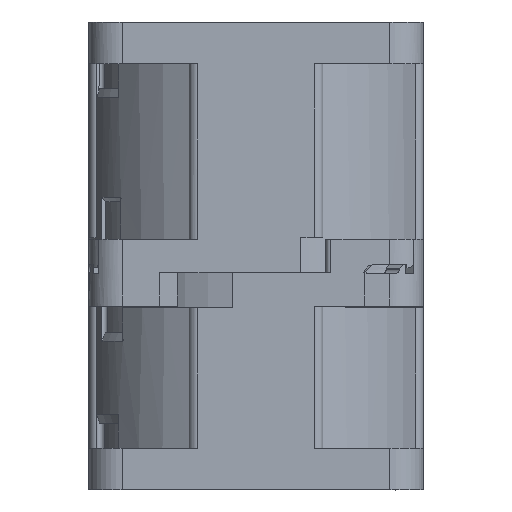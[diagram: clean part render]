
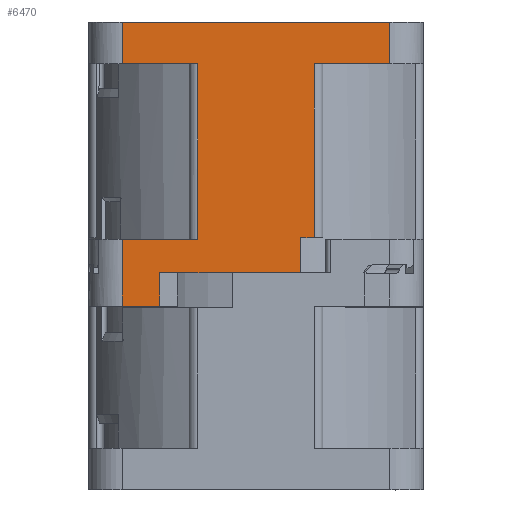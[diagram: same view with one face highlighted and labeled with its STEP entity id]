
A CAD part, front view. The second image highlights one B-rep face of the part: STEP entity #6470.
In plain terms, the highlighted planar face has unit normal (0, -1, 0).
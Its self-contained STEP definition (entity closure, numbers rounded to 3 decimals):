
#6027 = EDGE_LOOP ( 'NONE', ( #8118, #8119, #8120, #8121, #8122, #8123, #8124, #8125, #8126, #8127, #8128, #8129, #8130, #8131 ) ) ;
#6104 = VERTEX_POINT ( 'NONE', #15186 ) ;
#6470 = ADVANCED_FACE ( 'NONE', ( #15898 ), #15899, .F. ) ;
#6617 = VERTEX_POINT ( 'NONE', #17190 ) ;
#6951 = VERTEX_POINT ( 'NONE', #17374 ) ;
#6955 = VERTEX_POINT ( 'NONE', #17378 ) ;
#6963 = VERTEX_POINT ( 'NONE', #17386 ) ;
#6965 = VERTEX_POINT ( 'NONE', #17388 ) ;
#6969 = VERTEX_POINT ( 'NONE', #17392 ) ;
#6971 = VERTEX_POINT ( 'NONE', #17394 ) ;
#6974 = VERTEX_POINT ( 'NONE', #17397 ) ;
#6975 = VERTEX_POINT ( 'NONE', #17398 ) ;
#7434 = EDGE_CURVE ( 'NONE', #6963, #6969, #18607, .T. ) ;
#7437 = EDGE_CURVE ( 'NONE', #6969, #6955, #18623, .T. ) ;
#7440 = EDGE_CURVE ( 'NONE', #6974, #6965, #18642, .T. ) ;
#7442 = EDGE_CURVE ( 'NONE', #6971, #6951, #18674, .T. ) ;
#7446 = EDGE_CURVE ( 'NONE', #6951, #6617, #18703, .T. ) ;
#7455 = EDGE_CURVE ( 'NONE', #6975, #6104, #18994, .T. ) ;
#7459 = EDGE_CURVE ( 'NONE', #6104, #6971, #19039, .T. ) ;
#7855 = VERTEX_POINT ( 'NONE', #19507 ) ;
#7857 = VERTEX_POINT ( 'NONE', #19509 ) ;
#7872 = VERTEX_POINT ( 'NONE', #19524 ) ;
#7875 = VERTEX_POINT ( 'NONE', #19527 ) ;
#8118 = ORIENTED_EDGE ( 'NONE', *, *, #8318, .F. ) ;
#8119 = ORIENTED_EDGE ( 'NONE', *, *, #8316, .F. ) ;
#8120 = ORIENTED_EDGE ( 'NONE', *, *, #8313, .F. ) ;
#8121 = ORIENTED_EDGE ( 'NONE', *, *, #7437, .F. ) ;
#8122 = ORIENTED_EDGE ( 'NONE', *, *, #7434, .F. ) ;
#8123 = ORIENTED_EDGE ( 'NONE', *, *, #8356, .F. ) ;
#8124 = ORIENTED_EDGE ( 'NONE', *, *, #8357, .T. ) ;
#8125 = ORIENTED_EDGE ( 'NONE', *, *, #8358, .F. ) ;
#8126 = ORIENTED_EDGE ( 'NONE', *, *, #7446, .F. ) ;
#8127 = ORIENTED_EDGE ( 'NONE', *, *, #7442, .F. ) ;
#8128 = ORIENTED_EDGE ( 'NONE', *, *, #7459, .F. ) ;
#8129 = ORIENTED_EDGE ( 'NONE', *, *, #7455, .F. ) ;
#8130 = ORIENTED_EDGE ( 'NONE', *, *, #8280, .F. ) ;
#8131 = ORIENTED_EDGE ( 'NONE', *, *, #7440, .F. ) ;
#8280 = EDGE_CURVE ( 'NONE', #6965, #6975, #20114, .T. ) ;
#8313 = EDGE_CURVE ( 'NONE', #6955, #7855, #20448, .T. ) ;
#8316 = EDGE_CURVE ( 'NONE', #7855, #7857, #20460, .T. ) ;
#8318 = EDGE_CURVE ( 'NONE', #7857, #6974, #20469, .T. ) ;
#8356 = EDGE_CURVE ( 'NONE', #7875, #6963, #20582, .T. ) ;
#8357 = EDGE_CURVE ( 'NONE', #7875, #7872, #20590, .T. ) ;
#8358 = EDGE_CURVE ( 'NONE', #6617, #7872, #20581, .T. ) ;
#15186 = CARTESIAN_POINT ( 'NONE',  ( 16., -20., 25. ) ) ;
#15894 = CARTESIAN_POINT ( 'NONE',  ( 0., -20., 14.5 ) ) ;
#15898 = FACE_OUTER_BOUND ( 'NONE', #6027, .T. ) ;
#15899 = PLANE ( 'NONE',  #16160 ) ;
#15901 = DIRECTION ( 'NONE',  ( 0., 1., 0. ) ) ;
#15902 = DIRECTION ( 'NONE',  ( 0., 0., 1. ) ) ;
#16160 = AXIS2_PLACEMENT_3D ( 'NONE', #15894, #15901, #15902 ) ;
#17190 = CARTESIAN_POINT ( 'NONE',  ( 5.338, -20., 4.2 ) ) ;
#17374 = CARTESIAN_POINT ( 'NONE',  ( 7., -20., 4.2 ) ) ;
#17378 = CARTESIAN_POINT ( 'NONE',  ( -16., -20., 4. ) ) ;
#17386 = CARTESIAN_POINT ( 'NONE',  ( -11.515, -20., -4. ) ) ;
#17388 = CARTESIAN_POINT ( 'NONE',  ( -16., -20., 30. ) ) ;
#17392 = CARTESIAN_POINT ( 'NONE',  ( -16., -20., -4. ) ) ;
#17394 = CARTESIAN_POINT ( 'NONE',  ( 7., -20., 25. ) ) ;
#17397 = CARTESIAN_POINT ( 'NONE',  ( -16., -20., 25. ) ) ;
#17398 = CARTESIAN_POINT ( 'NONE',  ( 16., -20., 30. ) ) ;
#17557 = VECTOR ( 'NONE', #18609, 1000. ) ;
#17558 = VECTOR ( 'NONE', #18625, 1000. ) ;
#17560 = VECTOR ( 'NONE', #18644, 1000. ) ;
#17562 = VECTOR ( 'NONE', #18677, 1000. ) ;
#17564 = VECTOR ( 'NONE', #18705, 1000. ) ;
#17570 = VECTOR ( 'NONE', #18997, 1000. ) ;
#17573 = VECTOR ( 'NONE', #19042, 1000. ) ;
#18607 = LINE ( 'NONE', #18608, #17557 ) ;
#18608 = CARTESIAN_POINT ( 'NONE',  ( 0., -20., -4. ) ) ;
#18609 = DIRECTION ( 'NONE',  ( -1., 0., 0. ) ) ;
#18623 = LINE ( 'NONE', #18624, #17558 ) ;
#18624 = CARTESIAN_POINT ( 'NONE',  ( -16., -20., 14.5 ) ) ;
#18625 = DIRECTION ( 'NONE',  ( 0., 0., 1. ) ) ;
#18642 = LINE ( 'NONE', #18643, #17560 ) ;
#18643 = CARTESIAN_POINT ( 'NONE',  ( -16., -20., 14.5 ) ) ;
#18644 = DIRECTION ( 'NONE',  ( 0., 0., 1. ) ) ;
#18674 = LINE ( 'NONE', #18676, #17562 ) ;
#18676 = CARTESIAN_POINT ( 'NONE',  ( 7., -20., 14.5 ) ) ;
#18677 = DIRECTION ( 'NONE',  ( 0., 0., -1. ) ) ;
#18703 = LINE ( 'NONE', #18704, #17564 ) ;
#18704 = CARTESIAN_POINT ( 'NONE',  ( 0., -20., 4.2 ) ) ;
#18705 = DIRECTION ( 'NONE',  ( -1., 0., 0. ) ) ;
#18994 = LINE ( 'NONE', #18996, #17570 ) ;
#18996 = CARTESIAN_POINT ( 'NONE',  ( 16., -20., 14.5 ) ) ;
#18997 = DIRECTION ( 'NONE',  ( 0., 0., -1. ) ) ;
#19039 = LINE ( 'NONE', #19041, #17573 ) ;
#19041 = CARTESIAN_POINT ( 'NONE',  ( 0., -20., 25. ) ) ;
#19042 = DIRECTION ( 'NONE',  ( -1., 0., 0. ) ) ;
#19507 = CARTESIAN_POINT ( 'NONE',  ( -7., -20., 4. ) ) ;
#19509 = CARTESIAN_POINT ( 'NONE',  ( -7., -20., 25. ) ) ;
#19524 = CARTESIAN_POINT ( 'NONE',  ( 5.338, -20., 0. ) ) ;
#19527 = CARTESIAN_POINT ( 'NONE',  ( -11.515, -20., 0. ) ) ;
#20113 = CARTESIAN_POINT ( 'NONE',  ( 0., -20., 30. ) ) ;
#20114 = LINE ( 'NONE', #20113, #20273 ) ;
#20157 = DIRECTION ( 'NONE',  ( 1., 0., 0. ) ) ;
#20273 = VECTOR ( 'NONE', #20157, 1000. ) ;
#20304 = VECTOR ( 'NONE', #20450, 1000. ) ;
#20305 = VECTOR ( 'NONE', #20462, 1000. ) ;
#20308 = VECTOR ( 'NONE', #20471, 1000. ) ;
#20448 = LINE ( 'NONE', #20449, #20304 ) ;
#20449 = CARTESIAN_POINT ( 'NONE',  ( 0., -20., 4. ) ) ;
#20450 = DIRECTION ( 'NONE',  ( 1., 0., 0. ) ) ;
#20460 = LINE ( 'NONE', #20461, #20305 ) ;
#20461 = CARTESIAN_POINT ( 'NONE',  ( -7., -20., 14.5 ) ) ;
#20462 = DIRECTION ( 'NONE',  ( 0., 0., 1. ) ) ;
#20469 = LINE ( 'NONE', #20470, #20308 ) ;
#20470 = CARTESIAN_POINT ( 'NONE',  ( 0., -20., 25. ) ) ;
#20471 = DIRECTION ( 'NONE',  ( -1., 0., 0. ) ) ;
#20581 = LINE ( 'NONE', #20594, #21395 ) ;
#20582 = LINE ( 'NONE', #20588, #21392 ) ;
#20588 = CARTESIAN_POINT ( 'NONE',  ( -11.515, -20., 14.5 ) ) ;
#20589 = DIRECTION ( 'NONE',  ( 0., 0., -1. ) ) ;
#20590 = LINE ( 'NONE', #20592, #21396 ) ;
#20592 = CARTESIAN_POINT ( 'NONE',  ( 0., -20., 0. ) ) ;
#20593 = DIRECTION ( 'NONE',  ( 1., 0., 0. ) ) ;
#20594 = CARTESIAN_POINT ( 'NONE',  ( 5.338, -20., 25.42 ) ) ;
#20595 = DIRECTION ( 'NONE',  ( 0., 0., -1. ) ) ;
#21392 = VECTOR ( 'NONE', #20589, 1000. ) ;
#21395 = VECTOR ( 'NONE', #20595, 1000. ) ;
#21396 = VECTOR ( 'NONE', #20593, 1000. ) ;
